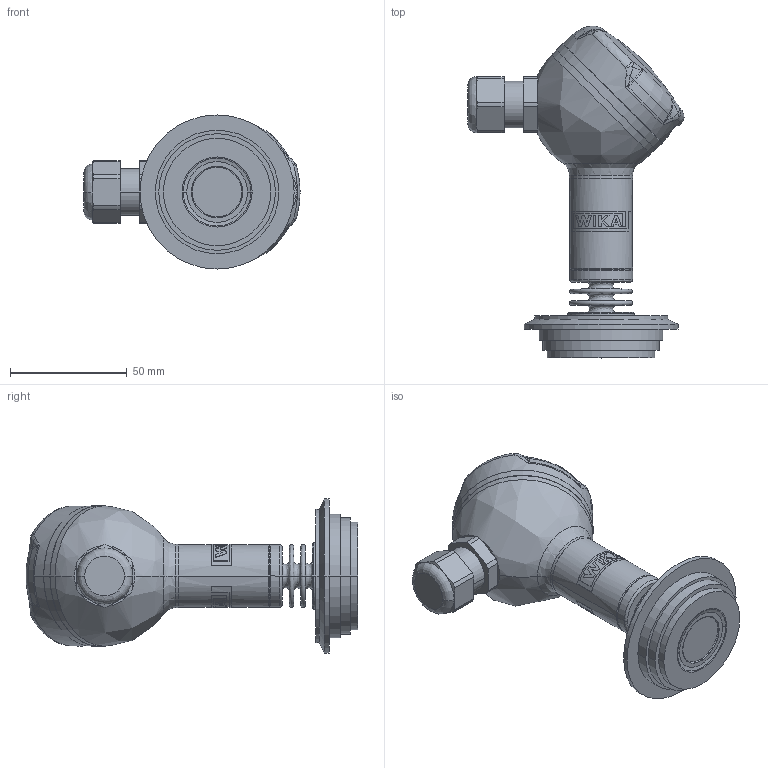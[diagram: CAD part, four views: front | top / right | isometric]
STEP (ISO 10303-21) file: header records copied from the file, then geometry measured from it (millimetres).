
FILE_DESCRIPTION((''),'2;1');
FILE_NAME('SA11_VARIVENT_SW1_F20','2011-07-19T',('weish'),(''),'PRO/ENGINEER BY PARAMETRIC TECHNOLOGY CORPORATION, 2009380','PRO/ENGINEER BY PARAMETRIC TECHNOLOGY CORPORATION, 2009380','');
FILE_SCHEMA(('AUTOMOTIVE_DESIGN_CC2 { 1 2 10303 214 -1 1 5 2 }'));
Length unit declared in the file: millimetre
Products named in the file (1): SA11_VARIVENT_SW1_F20
Bounding box: 92.59 x 142.16 x 66 mm (x, y, z)
Volume: 206753.2 mm3; surface area: 30827.7 mm2
Topology: 1 solids, 1 shells, 331 faces, 788 edges, 481 vertices
Faces by surface type: bspline 331
Entity records: 20203 total; most frequent: CARTESIAN_POINT 11705, ORIENTED_EDGE 1560, DIRECTION 893, EDGE_CURVE 780, VERTEX_POINT 481, EDGE_LOOP 361, B_SPLINE_SURFACE_WITH_KNOTS 331, FACE_OUTER_BOUND 331
